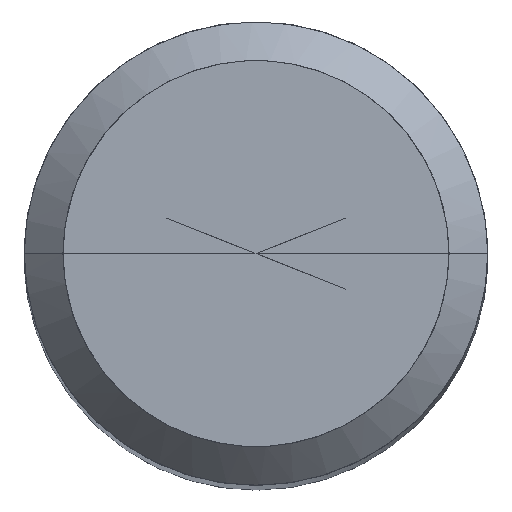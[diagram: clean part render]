
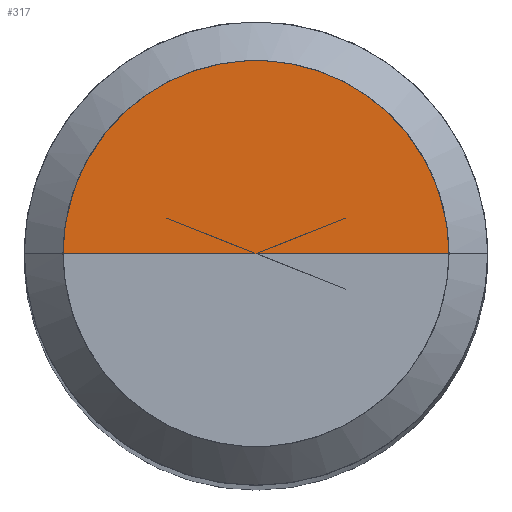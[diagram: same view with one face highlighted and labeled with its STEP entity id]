
A CAD part, top view. The second image highlights one B-rep face of the part: STEP entity #317.
In plain terms, the highlighted free-form (B-spline) face has degree [1, 2] with [2, 5] control points.
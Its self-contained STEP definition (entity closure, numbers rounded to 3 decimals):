
#107=CARTESIAN_POINT('',(2.5,0.0,37.0));
#108=CARTESIAN_POINT('',(2.5,2.5,37.0));
#109=CARTESIAN_POINT('',(0.0,2.5,37.0));
#110=CARTESIAN_POINT('',(-2.5,2.5,37.0));
#111=CARTESIAN_POINT('',(-2.5,0.0,37.0));
#112=CARTESIAN_POINT('',(0.0,0.0,37.0));
#302=(
BOUNDED_SURFACE()
B_SPLINE_SURFACE(1,2,(
(#107,#108,#109,#110,#111),
(#112,#112,#112,#112,#112)
), .UNSPECIFIED.,.F.,.F.,.F.)
B_SPLINE_SURFACE_WITH_KNOTS((2,2),(3,2,3),(
0.0,1.0),(
0.0,0.5,1.0), .UNSPECIFIED.)
GEOMETRIC_REPRESENTATION_ITEM()
RATIONAL_B_SPLINE_SURFACE(((1.0,0.707,1.0,0.707,1.0),
(1.0,0.707,1.0,0.707,1.0)
))
REPRESENTATION_ITEM('')
SURFACE()
);
#303=(
BOUNDED_CURVE()
B_SPLINE_CURVE(2,(#111,#110,#109,#108,#107),.UNSPECIFIED.,.F.,.F.)
B_SPLINE_CURVE_WITH_KNOTS((3,2,3),
(0.0,0.5,1.0),.UNSPECIFIED.)
CURVE()
GEOMETRIC_REPRESENTATION_ITEM()
RATIONAL_B_SPLINE_CURVE((1.0,0.707,1.0,0.707,1.0))
REPRESENTATION_ITEM('')
);
#304=(
BOUNDED_CURVE()
B_SPLINE_CURVE(1,(#107,#112),.UNSPECIFIED.,.F.,.F.)
B_SPLINE_CURVE_WITH_KNOTS((2,2),
(0.0,1.0),.UNSPECIFIED.)
CURVE()
GEOMETRIC_REPRESENTATION_ITEM()
RATIONAL_B_SPLINE_CURVE((1.0,1.0))
REPRESENTATION_ITEM('')
);
#305=(
BOUNDED_CURVE()
B_SPLINE_CURVE(1,(#112,#111),.UNSPECIFIED.,.F.,.F.)
B_SPLINE_CURVE_WITH_KNOTS((2,2),
(0.0,1.0),.UNSPECIFIED.)
CURVE()
GEOMETRIC_REPRESENTATION_ITEM()
RATIONAL_B_SPLINE_CURVE((1.0,1.0))
REPRESENTATION_ITEM('')
);
#306=VERTEX_POINT('',#107);
#307=VERTEX_POINT('',#111);
#308=VERTEX_POINT('',#112);
#309=EDGE_CURVE('',#307,#306,#303,.T.);
#310=EDGE_CURVE('',#306,#308,#304,.T.);
#311=EDGE_CURVE('',#308,#307,#305,.T.);
#312=ORIENTED_EDGE('',*,*,#309,.T.);
#313=ORIENTED_EDGE('',*,*,#310,.T.);
#314=ORIENTED_EDGE('',*,*,#311,.T.);
#315=EDGE_LOOP('',(#312,#313,#314));
#316=FACE_OUTER_BOUND('',#315,.T.);
#317=ADVANCED_FACE('',(#316),#302,.T.);
